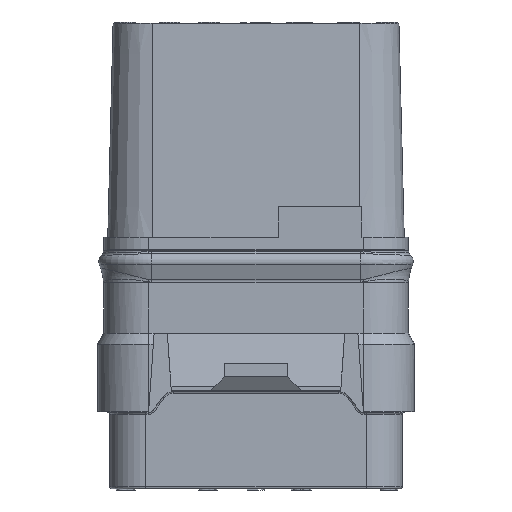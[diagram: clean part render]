
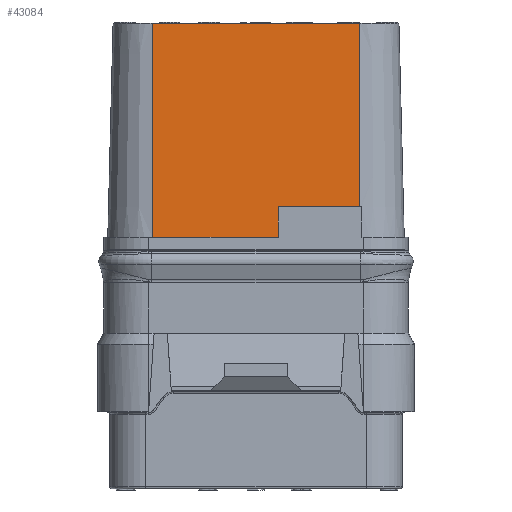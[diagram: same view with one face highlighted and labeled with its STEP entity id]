
A CAD part, front view. The second image highlights one B-rep face of the part: STEP entity #43084.
In plain terms, the highlighted planar face has unit normal (0, -1, 0.025).
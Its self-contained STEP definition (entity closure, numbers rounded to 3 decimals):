
#69=DIRECTION('',(-1.,0.,0.));
#70=VECTOR('',#69,5.95);
#71=CARTESIAN_POINT('',(1.05,-6.,0.));
#72=LINE('',#71,#70);
#77=DIRECTION('',(0.,0.025,1.));
#78=VECTOR('',#77,1.45);
#79=CARTESIAN_POINT('',(1.05,-6.,0.));
#80=LINE('',#79,#78);
#81=CARTESIAN_POINT('',(4.9,-5.964,1.45));
#82=CARTESIAN_POINT('',(4.9,-5.941,2.394));
#83=CARTESIAN_POINT('',(4.9,-5.894,4.294));
#84=CARTESIAN_POINT('',(4.9,-5.822,7.184));
#85=CARTESIAN_POINT('',(4.9,-5.774,9.137));
#86=CARTESIAN_POINT('',(4.9,-5.75,10.12));
#88=DIRECTION('',(-1.,0.,0.));
#89=VECTOR('',#88,3.85);
#90=CARTESIAN_POINT('',(4.9,-5.964,1.45));
#91=LINE('',#90,#89);
#92=CARTESIAN_POINT('',(-4.9,-6.,0.));
#93=CARTESIAN_POINT('',(-4.9,-5.973,1.086));
#94=CARTESIAN_POINT('',(-4.9,-5.919,3.284));
#95=CARTESIAN_POINT('',(-4.9,-5.836,6.657));
#96=CARTESIAN_POINT('',(-4.9,-5.779,8.957));
#97=CARTESIAN_POINT('',(-4.9,-5.75,10.12));
#9278=DIRECTION('',(-1.,0.,0.));
#9279=VECTOR('',#9278,9.801);
#9280=CARTESIAN_POINT('',(4.9,-5.75,10.12));
#9281=LINE('',#9280,#9279);
#34445=CARTESIAN_POINT('',(1.05,-6.,0.));
#34447=VERTEX_POINT('',#34445);
#34454=CARTESIAN_POINT('',(1.05,-5.964,1.45));
#34455=VERTEX_POINT('',#34454);
#34462=CARTESIAN_POINT('',(-4.9,-6.,
0.));
#34464=VERTEX_POINT('',#34462);
#34476=CARTESIAN_POINT('',(4.9,-5.75,10.12));
#34477=VERTEX_POINT('',#34476);
#34478=CARTESIAN_POINT('',(-4.9,-5.75,10.12));
#34479=VERTEX_POINT('',#34478);
#34486=CARTESIAN_POINT('',(4.9,-5.964,1.45));
#34487=VERTEX_POINT('',#34486);
#43067=CARTESIAN_POINT('',(0.,-5.875,5.06));
#43068=DIRECTION('',(0.,1.,-0.025));
#43069=DIRECTION('',(-1.,0.,0.));
#43070=AXIS2_PLACEMENT_3D('',#43067,#43068,#43069);
#43071=PLANE('',#43070);
#43072=ORIENTED_EDGE('',*,*,#43058,.F.);
#43073=ORIENTED_EDGE('',*,*,#43047,.T.);
#43075=ORIENTED_EDGE('',*,*,#43074,.T.);
#43077=ORIENTED_EDGE('',*,*,#43076,.F.);
#43079=ORIENTED_EDGE('',*,*,#43078,.F.);
#43081=ORIENTED_EDGE('',*,*,#43080,.T.);
#43082=EDGE_LOOP('',(#43072,#43073,#43075,#43077,#43079,#43081));
#43083=FACE_OUTER_BOUND('',#43082,.F.);
#43084=ADVANCED_FACE('',(#43083),#43071,.F.);
#87=B_SPLINE_CURVE_WITH_KNOTS('',3,(#81,#82,#83,#84,#85,#86),.UNSPECIFIED.,.F.,
.F.,(4,1,1,4),(0.,0.333,0.667,1.),.UNSPECIFIED.);
#98=B_SPLINE_CURVE_WITH_KNOTS('',3,(#92,#93,#94,#95,#96,#97),.UNSPECIFIED.,.F.,
.F.,(4,1,1,4),(0.,0.333,0.667,1.),.UNSPECIFIED.);
#43047=EDGE_CURVE('',#34447,#34464,#72,.T.);
#43058=EDGE_CURVE('',#34447,#34455,#80,.T.);
#43074=EDGE_CURVE('',#34464,#34479,#98,.T.);
#43076=EDGE_CURVE('',#34477,#34479,#9281,.T.);
#43078=EDGE_CURVE('',#34487,#34477,#87,.T.);
#43080=EDGE_CURVE('',#34487,#34455,#91,.T.);
